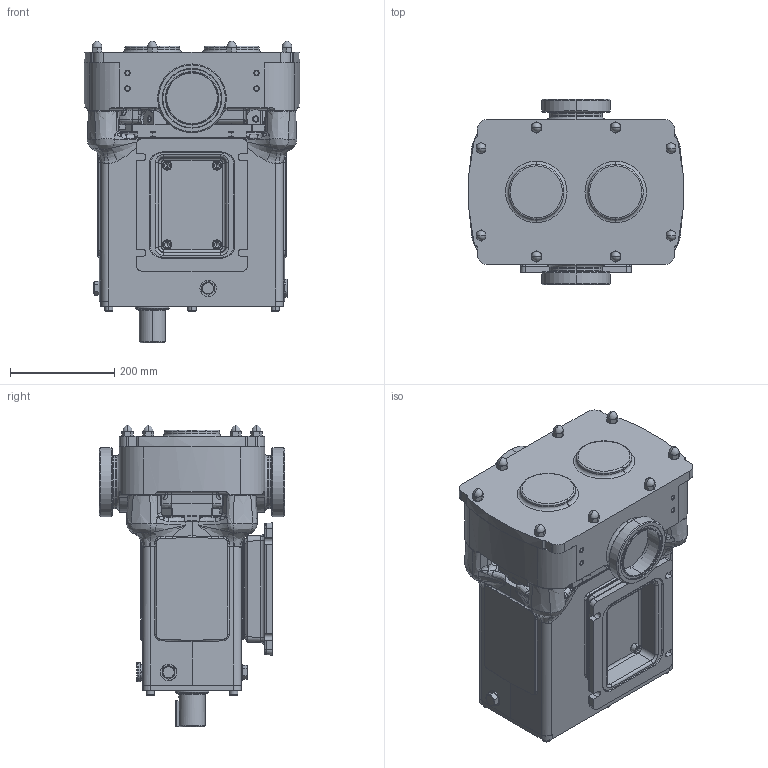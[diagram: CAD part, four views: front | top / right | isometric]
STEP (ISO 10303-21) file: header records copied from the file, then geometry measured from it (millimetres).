
FILE_DESCRIPTION (( 'STEP AP214' ), '1' );
FILE_NAME ('GA4564.STEP', '2024-11-06T21:53:12', ( '' ), ( '' ), 'SwSTEP 2.0', 'SolidWorks 2023', '' );
FILE_SCHEMA (( 'AUTOMOTIVE_DESIGN' ));
Length unit declared in the file: millimetre
Products named in the file (3): GA4564; Copy of R2200 CPP V LHD^GA4564; Copy of Z94-5101-66 - 4 INCH SMS1145^GA4564
Assembly tree (3 placements, depth 2):
  GA4564
    Copy of R2200 CPP V LHD^GA4564
    Copy of Z94-5101-66 - 4 INCH SMS1145^GA4564  x2
Bounding box: 414 x 357 x 580 mm (x, y, z)
Volume: 39367797.6 mm3; surface area: 1273137.2 mm2
Topology: 4 solids, 4 shells, 1829 faces, 4444 edges, 2619 vertices
Faces by surface type: plane 627, cylinder 413, bspline 356, cone 255, torus 116, sphere 62
Entity records: 68433 total; most frequent: CARTESIAN_POINT 29461, ORIENTED_EDGE 8564, DIRECTION 7657, EDGE_CURVE 4282, AXIS2_PLACEMENT_3D 2999, VERTEX_POINT 2583, EDGE_LOOP 1925, ADVANCED_FACE 1798
